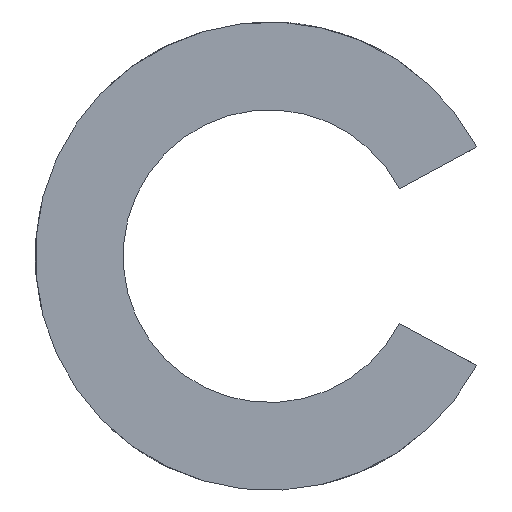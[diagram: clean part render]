
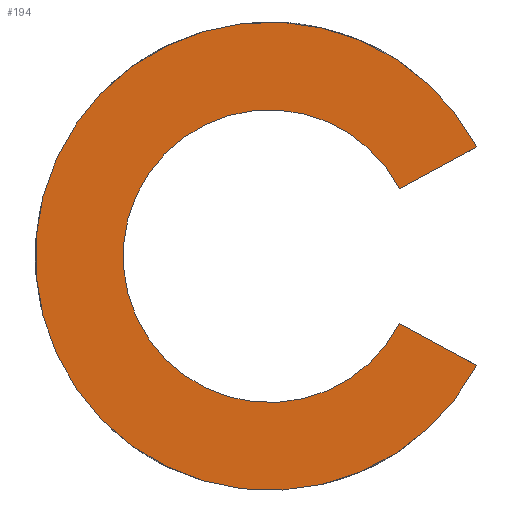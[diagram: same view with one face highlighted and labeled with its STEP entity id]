
A CAD part, left-side view. The second image highlights one B-rep face of the part: STEP entity #194.
In plain terms, the highlighted planar face has unit normal (-1, 0, 0).
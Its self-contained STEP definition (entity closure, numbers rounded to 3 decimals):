
#194 = ADVANCED_FACE( '', ( #474 ), #475, .T. );
#474 = FACE_OUTER_BOUND( '', #856, .T. );
#475 = PLANE( '', #857 );
#856 = EDGE_LOOP( '', ( #1295, #1296, #1297, #1298, #1299, #1300 ) );
#857 = AXIS2_PLACEMENT_3D( '', #1301, #1302, #1303 );
#1295 = ORIENTED_EDGE( '', *, *, #2266, .T. );
#1296 = ORIENTED_EDGE( '', *, *, #2267, .T. );
#1297 = ORIENTED_EDGE( '', *, *, #2268, .F. );
#1298 = ORIENTED_EDGE( '', *, *, #2269, .T. );
#1299 = ORIENTED_EDGE( '', *, *, #2270, .T. );
#1300 = ORIENTED_EDGE( '', *, *, #2271, .T. );
#1301 = CARTESIAN_POINT( '', ( 0., 20., 0. ) );
#1302 = DIRECTION( '', ( -1., 0., 0. ) );
#1303 = DIRECTION( '', ( 0., 0., 1. ) );
#2266 = EDGE_CURVE( '', #2704, #2705, #2706, .T. );
#2267 = EDGE_CURVE( '', #2705, #2707, #2708, .T. );
#2268 = EDGE_CURVE( '', #2709, #2707, #2710, .T. );
#2269 = EDGE_CURVE( '', #2709, #2711, #2712, .T. );
#2270 = EDGE_CURVE( '', #2711, #2713, #2714, .T. );
#2271 = EDGE_CURVE( '', #2713, #2704, #2715, .T. );
#2704 = VERTEX_POINT( '', #3308 );
#2705 = VERTEX_POINT( '', #3309 );
#2706 = LINE( '', #3310, #3311 );
#2707 = VERTEX_POINT( '', #3312 );
#2708 = LINE( '', #3313, #3314 );
#2709 = VERTEX_POINT( '', #3315 );
#2710 = CIRCLE( '', #3316, 20. );
#2711 = VERTEX_POINT( '', #3317 );
#2712 = LINE( '', #3318, #3319 );
#2713 = VERTEX_POINT( '', #3320 );
#2714 = LINE( '', #3321, #3322 );
#2715 = CIRCLE( '', #3323, 12.5 );
#3308 = CARTESIAN_POINT( '', ( 0., -11.099, 5.75 ) );
#3309 = CARTESIAN_POINT( '', ( 0., -11.1, 5.75 ) );
#3310 = CARTESIAN_POINT( '', ( 0., 0., 5.75 ) );
#3311 = VECTOR( '', #4062, 1000. );
#3312 = CARTESIAN_POINT( '', ( 0., -17.691, 9.329 ) );
#3313 = CARTESIAN_POINT( '', ( 0., -11.1, 5.75 ) );
#3314 = VECTOR( '', #4063, 1000. );
#3315 = CARTESIAN_POINT( '', ( 0., -17.691, -9.329 ) );
#3316 = AXIS2_PLACEMENT_3D( '', #4064, #4065, #4066 );
#3317 = CARTESIAN_POINT( '', ( 0., -11.1, -5.75 ) );
#3318 = CARTESIAN_POINT( '', ( 0., -17.691, -9.329 ) );
#3319 = VECTOR( '', #4067, 1000. );
#3320 = CARTESIAN_POINT( '', ( 0., -11.099, -5.75 ) );
#3321 = CARTESIAN_POINT( '', ( 0., -11.1, -5.75 ) );
#3322 = VECTOR( '', #4068, 1000. );
#3323 = AXIS2_PLACEMENT_3D( '', #4069, #4070, #4071 );
#4062 = DIRECTION( '', ( 0., -1., 0. ) );
#4063 = DIRECTION( '', ( 0., -0.879, 0.477 ) );
#4064 = CARTESIAN_POINT( '', ( 0., 0., 0. ) );
#4065 = DIRECTION( '', ( 1., 0., 0. ) );
#4066 = DIRECTION( '', ( 0., 0., -1. ) );
#4067 = DIRECTION( '', ( 0., 0.879, 0.477 ) );
#4068 = DIRECTION( '', ( 0., 1., 0. ) );
#4069 = CARTESIAN_POINT( '', ( 0., 0., 0. ) );
#4070 = DIRECTION( '', ( 1., 0., 0. ) );
#4071 = DIRECTION( '', ( 0., 0., -1. ) );
